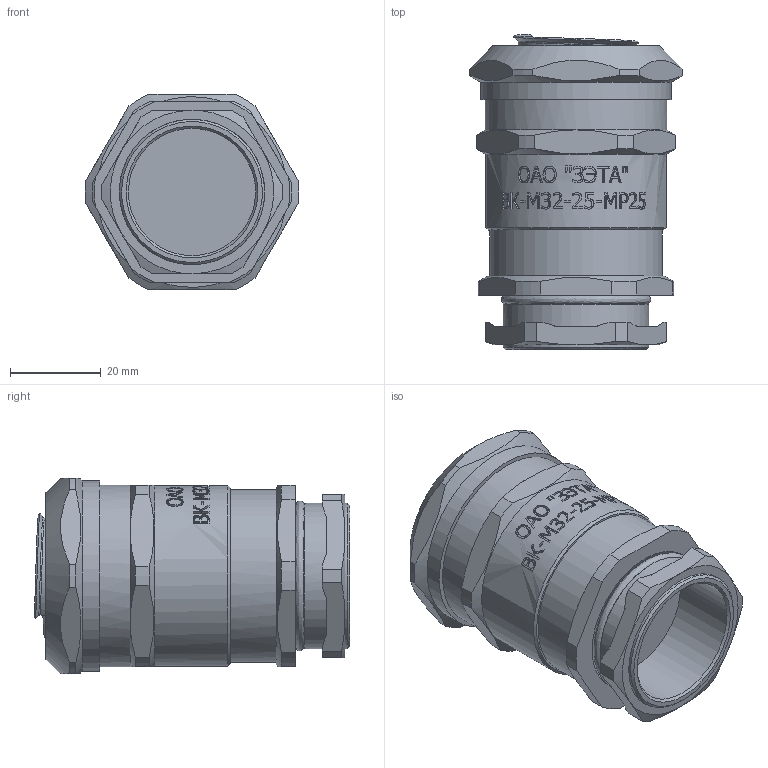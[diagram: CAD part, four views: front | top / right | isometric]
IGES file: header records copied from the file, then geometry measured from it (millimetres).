
Global section: file name: ВК-М32-МР25 (16-25мм); native system: Autodesk Inventor 2015; preprocessor: unknown; author: Борисов Е.В.,,11,0,; ; date: 20160917.210857; units: centimetre
Bounding box: 47 x 69.47 x 43 mm (x, y, z)
Volume: 61536.8 mm3; surface area: 18808.3 mm2
Topology: 1 solids, 1 shells, 487 faces, 1326 edges, 883 vertices
Faces by surface type: bspline 487
